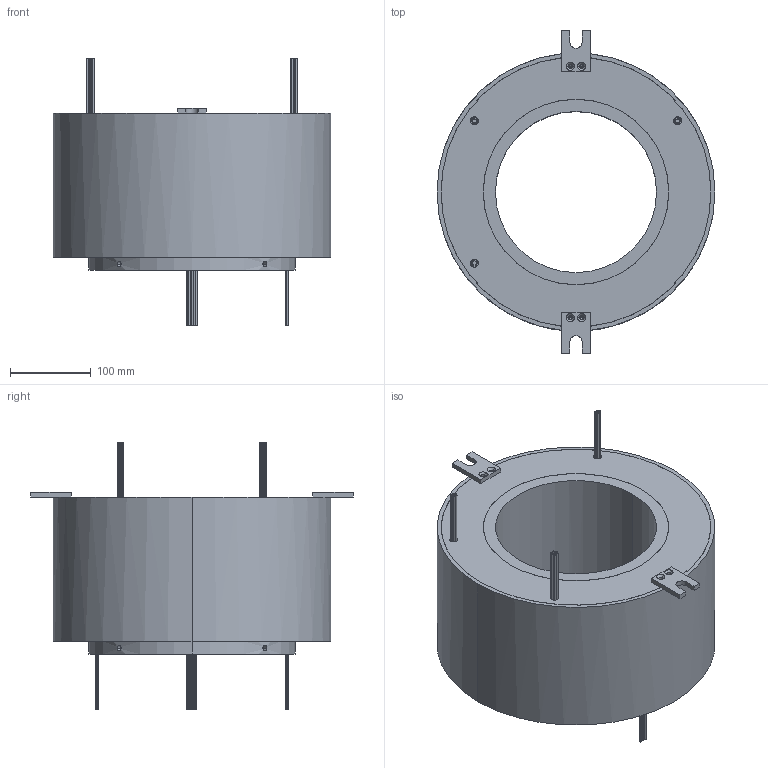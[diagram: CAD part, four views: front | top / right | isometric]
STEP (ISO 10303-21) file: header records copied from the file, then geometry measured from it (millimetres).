
FILE_DESCRIPTION(/* description */ (''),/* implementation_level */ '2;1');
FILE_NAME(/* name */ '',/* time_stamp */ '2020-08-19T19:36:23+08:00',/* author */ (''),/* organization */ (''),/* preprocessor_version */ 'ST-DEVELOPER v15',/* originating_system */ 'SIEMENS PLM Software NX 8.5',/* authorisation */ '');
FILE_SCHEMA (('AUTOMOTIVE_DESIGN { 1 0 10303 214 3 1 1 1 }'));
Length unit declared in the file: millimetre
Products named in the file (1): Admi207885D9al8o
Bounding box: 345 x 400 x 332 mm (x, y, z)
Volume: 11449282.2 mm3; surface area: 506887.8 mm2
Topology: 1 solids, 1 shells, 230 faces, 512 edges, 328 vertices
Faces by surface type: cylinder 138, plane 76, cone 16
Entity records: 6924 total; most frequent: CARTESIAN_POINT 1543, DIRECTION 1230, ORIENTED_EDGE 1008, AXIS2_PLACEMENT_3D 511, EDGE_CURVE 504, VERTEX_POINT 328, EDGE_LOOP 296, CIRCLE 280
